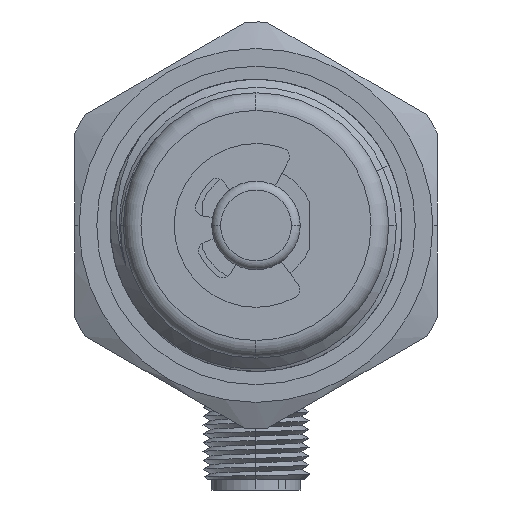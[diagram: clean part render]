
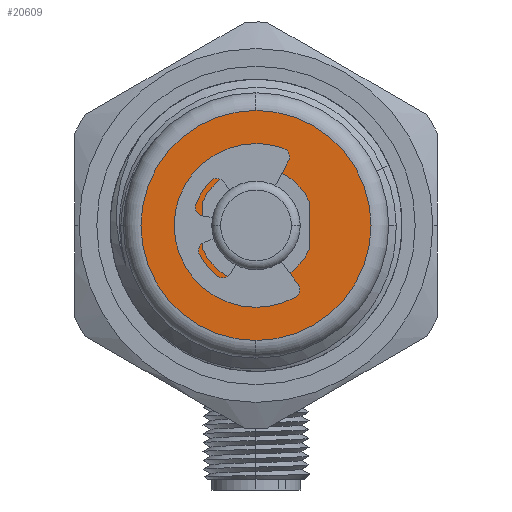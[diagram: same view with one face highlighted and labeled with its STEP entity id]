
A CAD part, left-side view. The second image highlights one B-rep face of the part: STEP entity #20609.
In plain terms, the highlighted face is planar.
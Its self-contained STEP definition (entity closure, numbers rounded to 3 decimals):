
#20330=CARTESIAN_POINT('',(0.,0.,0.));
#20331=DIRECTION('',(0.,-1.,0.));
#20332=DIRECTION('',(0.,0.,1.));
#20333=AXIS2_PLACEMENT_3D('',#20330,#20331,#20332);
#20335=CARTESIAN_POINT('',(0.,0.,0.));
#20336=DIRECTION('',(0.,-1.,0.));
#20337=DIRECTION('',(0.,0.,-1.));
#20338=AXIS2_PLACEMENT_3D('',#20335,#20336,#20337);
#20340=DIRECTION('',(-1.,0.,0.));
#20341=VECTOR('',#20340,5.499);
#20342=CARTESIAN_POINT('',(2.75,0.,-6.));
#20343=LINE('',#20342,#20341);
#20344=CARTESIAN_POINT('',(0.,0.,0.));
#20345=DIRECTION('',(0.,1.,0.));
#20346=DIRECTION('',(0.909,0.,-0.417));
#20347=AXIS2_PLACEMENT_3D('',#20344,#20345,#20346);
#20349=DIRECTION('',(0.,0.,-1.));
#20350=VECTOR('',#20349,5.499);
#20351=CARTESIAN_POINT('',(6.,0.,2.75));
#20352=LINE('',#20351,#20350);
#20353=CARTESIAN_POINT('',(0.,0.,0.));
#20354=DIRECTION('',(0.,1.,0.));
#20355=DIRECTION('',(0.417,0.,0.909));
#20356=AXIS2_PLACEMENT_3D('',#20353,#20354,#20355);
#20358=CARTESIAN_POINT('',(0.,0.,0.));
#20359=DIRECTION('',(0.,1.,0.));
#20360=DIRECTION('',(-0.909,0.,0.417));
#20361=AXIS2_PLACEMENT_3D('',#20358,#20359,#20360);
#20363=CARTESIAN_POINT('',(0.,0.,0.));
#20364=DIRECTION('',(0.,1.,0.));
#20365=DIRECTION('',(-0.417,0.,-0.909));
#20366=AXIS2_PLACEMENT_3D('',#20363,#20364,#20365);
#20392=DIRECTION('',(0.,0.,-1.));
#20393=VECTOR('',#20392,5.499);
#20394=CARTESIAN_POINT('',(-6.,0.,2.75));
#20395=LINE('',#20394,#20393);
#20404=DIRECTION('',(-1.,0.,0.));
#20405=VECTOR('',#20404,5.499);
#20406=CARTESIAN_POINT('',(2.75,0.,6.));
#20407=LINE('',#20406,#20405);
#20418=CARTESIAN_POINT('',(6.,0.,-2.75));
#20420=VERTEX_POINT('',#20418);
#20422=CARTESIAN_POINT('',(0.,0.,-13.));
#20423=CARTESIAN_POINT('',(0.,0.,13.));
#20424=VERTEX_POINT('',#20422);
#20425=VERTEX_POINT('',#20423);
#20426=CARTESIAN_POINT('',(-6.,0.,2.75));
#20427=CARTESIAN_POINT('',(-2.75,0.,6.));
#20428=VERTEX_POINT('',#20426);
#20429=VERTEX_POINT('',#20427);
#20430=CARTESIAN_POINT('',(2.75,0.,6.));
#20431=CARTESIAN_POINT('',(6.,0.,2.75));
#20432=VERTEX_POINT('',#20430);
#20433=VERTEX_POINT('',#20431);
#20438=CARTESIAN_POINT('',(-2.75,0.,-6.));
#20439=CARTESIAN_POINT('',(-6.,0.,-2.75));
#20440=VERTEX_POINT('',#20438);
#20441=VERTEX_POINT('',#20439);
#20443=CARTESIAN_POINT('',(2.75,0.,-6.));
#20445=VERTEX_POINT('',#20443);
#20583=CARTESIAN_POINT('',(0.,0.,0.));
#20584=DIRECTION('',(0.,1.,0.));
#20585=DIRECTION('',(0.,0.,1.));
#20586=AXIS2_PLACEMENT_3D('',#20583,#20584,#20585);
#20587=PLANE('',#20586);
#20588=ORIENTED_EDGE('',*,*,#20565,.F.);
#20589=ORIENTED_EDGE('',*,*,#20575,.F.);
#20590=EDGE_LOOP('',(#20588,#20589));
#20591=FACE_OUTER_BOUND('',#20590,.F.);
#20593=ORIENTED_EDGE('',*,*,#20592,.F.);
#20595=ORIENTED_EDGE('',*,*,#20594,.F.);
#20597=ORIENTED_EDGE('',*,*,#20596,.F.);
#20598=ORIENTED_EDGE('',*,*,#20475,.F.);
#20600=ORIENTED_EDGE('',*,*,#20599,.T.);
#20602=ORIENTED_EDGE('',*,*,#20601,.F.);
#20604=ORIENTED_EDGE('',*,*,#20603,.T.);
#20606=ORIENTED_EDGE('',*,*,#20605,.F.);
#20607=EDGE_LOOP('',(#20593,#20595,#20597,#20598,#20600,#20602,#20604,#20606));
#20608=FACE_BOUND('',#20607,.F.);
#20609=ADVANCED_FACE('',(#20591,#20608),#20587,.F.);
#20334=CIRCLE('',#20333,13.);
#20339=CIRCLE('',#20338,13.);
#20348=CIRCLE('',#20347,6.6);
#20357=CIRCLE('',#20356,6.6);
#20362=CIRCLE('',#20361,6.6);
#20367=CIRCLE('',#20366,6.6);
#20475=EDGE_CURVE('',#20432,#20433,#20357,.T.);
#20565=EDGE_CURVE('',#20425,#20424,#20334,.T.);
#20575=EDGE_CURVE('',#20424,#20425,#20339,.T.);
#20592=EDGE_CURVE('',#20445,#20440,#20343,.T.);
#20594=EDGE_CURVE('',#20420,#20445,#20348,.T.);
#20596=EDGE_CURVE('',#20433,#20420,#20352,.T.);
#20599=EDGE_CURVE('',#20432,#20429,#20407,.T.);
#20601=EDGE_CURVE('',#20428,#20429,#20362,.T.);
#20603=EDGE_CURVE('',#20428,#20441,#20395,.T.);
#20605=EDGE_CURVE('',#20440,#20441,#20367,.T.);
